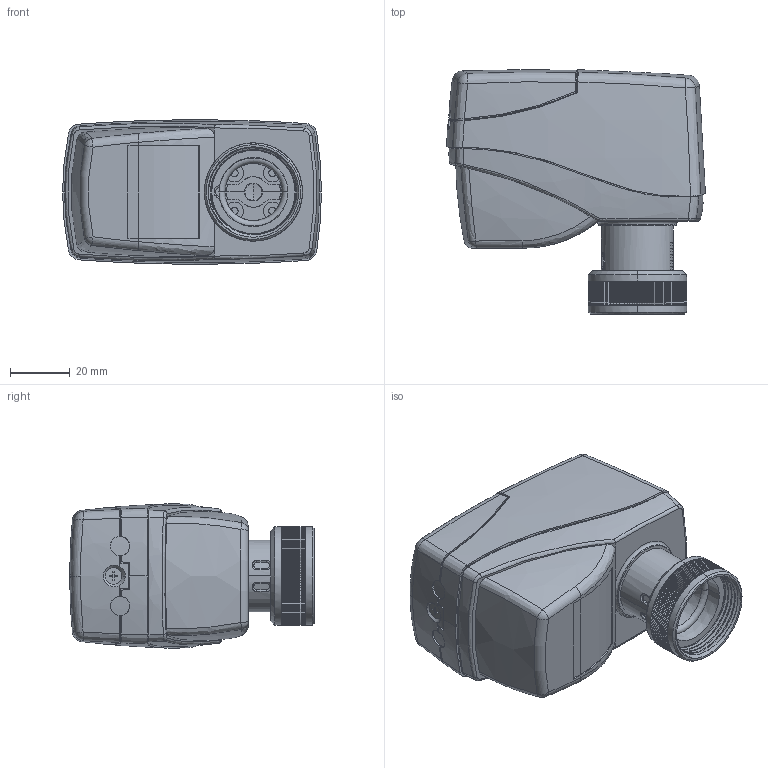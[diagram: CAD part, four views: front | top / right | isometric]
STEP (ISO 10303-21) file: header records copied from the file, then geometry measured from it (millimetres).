
FILE_DESCRIPTION(('CATIA V5 STEP Exchange','CAx-IF Rec.Pracs.--- Model Styling and Organization---1.5--- 2016-08-15','CAx-IF Rec.Pracs.---Supplemental Geometry---1.0---2011-11-01','CAx-IF Rec.Pracs.--- Composite Materials ---3.4---2017-06-13','CAx-IF Rec.Pracs.---Tessellated 3D Geometry---1.0---2015-12-17'),'2;1');
FILE_NAME('STEP_145018_-_TST.stp','2025-01-21T18:16:12+00:00',('none'),('none'),'CATIA Version 5-6 Release 2020 SP5','CATIA V5 STEP AP242 v2','none');
FILE_SCHEMA(('AP242_MANAGED_MODEL_BASED_3D_ENGINEERING_MIM_LF {1 0 10303 442 1 1 4}'));
Length unit declared in the file: millimetre
Products named in the file (1): 145018 - TST
Bounding box: 86.37 x 81.54 x 48.24 mm (x, y, z)
Volume: 202538.4 mm3; surface area: 26941.1 mm2
Topology: 1 solids, 1 shells, 1091 faces, 2482 edges, 1402 vertices
Faces by surface type: plane 821, cylinder 110, bspline 102, cone 25, torus 13, extrusion 12, sphere 8
Entity records: 40573 total; most frequent: CARTESIAN_POINT 19523, ORIENTED_EDGE 4948, DIRECTION 2626, EDGE_CURVE 2474, VERTEX_POINT 1402, VECTOR 1350, LINE 1338, EDGE_LOOP 1108
